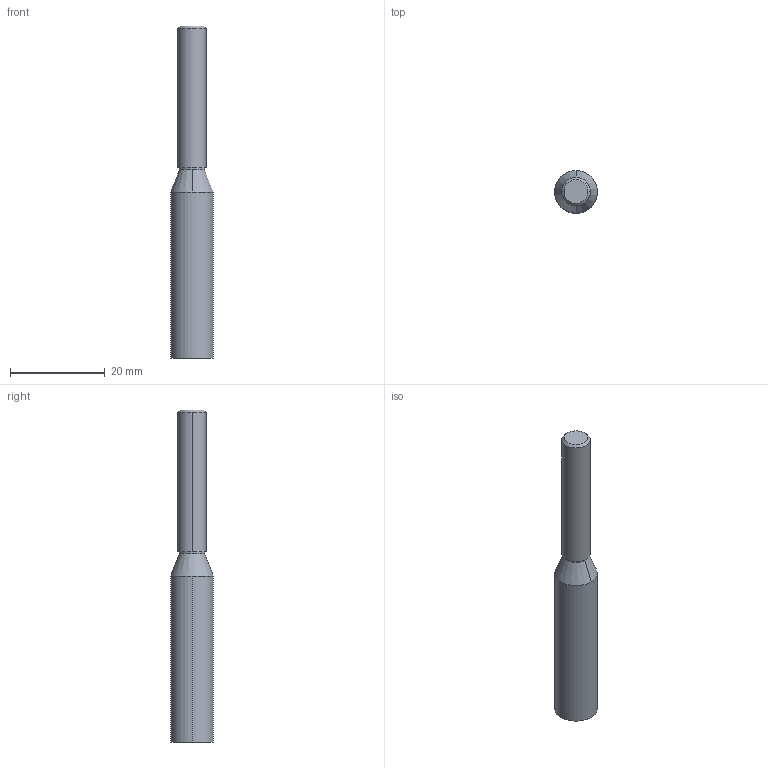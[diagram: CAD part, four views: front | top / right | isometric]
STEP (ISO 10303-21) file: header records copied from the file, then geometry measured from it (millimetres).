
FILE_DESCRIPTION (( 'STEP AP203' ), '1' );
FILE_NAME ('101000606-GR.STEP', '2018-03-13T15:53:29', ( '' ), ( '' ), 'SwSTEP 2.0', 'SolidWorks 2015', '' );
FILE_SCHEMA (( 'CONFIG_CONTROL_DESIGN' ));
Length unit declared in the file: millimetre
Products named in the file (1): 101000606-GR
Bounding box: 9 x 9 x 70 mm (x, y, z)
Volume: 2314 mm3; surface area: 2363.7 mm2
Topology: 1 solids, 1 shells, 266 faces, 688 edges, 455 vertices
Faces by surface type: bspline 125, plane 94, cylinder 39, cone 8
Entity records: 13666 total; most frequent: CARTESIAN_POINT 7934, ORIENTED_EDGE 1372, DIRECTION 796, EDGE_CURVE 686, VERTEX_POINT 455, LINE 308, VECTOR 308, EDGE_LOOP 299
